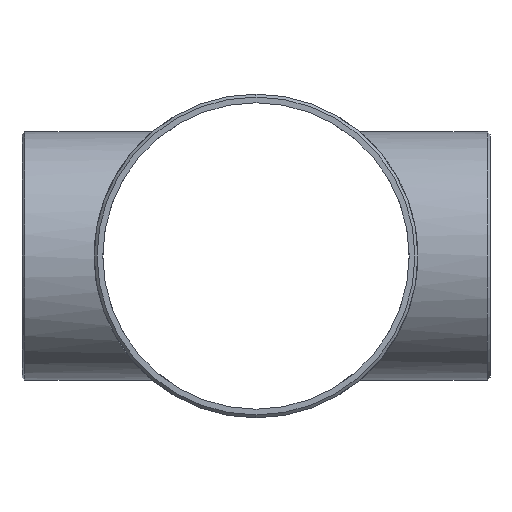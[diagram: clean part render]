
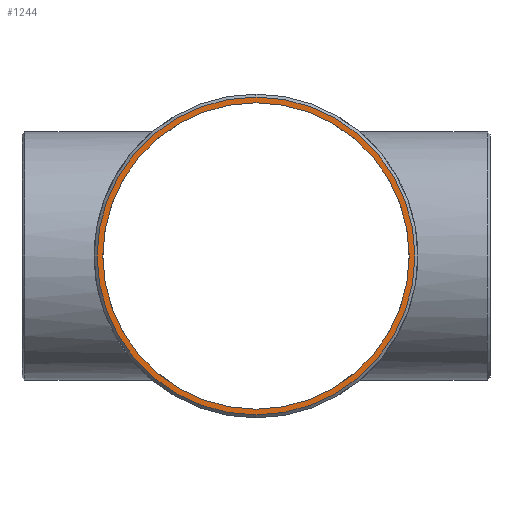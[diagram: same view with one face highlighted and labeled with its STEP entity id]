
A CAD part, left-side view. The second image highlights one B-rep face of the part: STEP entity #1244.
In plain terms, the highlighted planar face has unit normal (-1, 0, 0).
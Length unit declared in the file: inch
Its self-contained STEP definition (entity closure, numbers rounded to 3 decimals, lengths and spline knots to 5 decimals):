
#30 = DIRECTION ( 'NONE',  ( -1., 0., 0. ) ) ;
#51 = VERTEX_POINT ( 'NONE', #695 ) ;
#54 = DIRECTION ( 'NONE',  ( 0., 0., 1. ) ) ;
#113 = EDGE_LOOP ( 'NONE', ( #719, #625 ) ) ;
#171 = DIRECTION ( 'NONE',  ( 1., 0., 0. ) ) ;
#188 = CIRCLE ( 'NONE', #856, 6.625 ) ;
#235 = DIRECTION ( 'NONE',  ( -1., 0., 0. ) ) ;
#399 = PLANE ( 'NONE',  #916 ) ;
#496 = DIRECTION ( 'NONE',  ( 0., 0., 1. ) ) ;
#505 = EDGE_LOOP ( 'NONE', ( #1512, #657 ) ) ;
#510 = CARTESIAN_POINT ( 'NONE',  ( -11., 0., 0. ) ) ;
#611 = EDGE_CURVE ( 'NONE', #51, #838, #188, .T. ) ;
#617 = CARTESIAN_POINT ( 'NONE',  ( -11., 0., 0. ) ) ;
#625 = ORIENTED_EDGE ( 'NONE', *, *, #611, .T. ) ;
#643 = DIRECTION ( 'NONE',  ( 0., 0., -1. ) ) ;
#651 = EDGE_CURVE ( 'NONE', #838, #51, #1466, .T. ) ;
#657 = ORIENTED_EDGE ( 'NONE', *, *, #904, .T. ) ;
#695 = CARTESIAN_POINT ( 'NONE',  ( -11., 0., -6.625 ) ) ;
#705 = CARTESIAN_POINT ( 'NONE',  ( -11., 0., 6.625 ) ) ;
#706 = VERTEX_POINT ( 'NONE', #890 ) ;
#719 = ORIENTED_EDGE ( 'NONE', *, *, #651, .T. ) ;
#821 = CARTESIAN_POINT ( 'NONE',  ( -11., 0., 0. ) ) ;
#838 = VERTEX_POINT ( 'NONE', #705 ) ;
#856 = AXIS2_PLACEMENT_3D ( 'NONE', #994, #171, #1124 ) ;
#890 = CARTESIAN_POINT ( 'NONE',  ( -11., 0., 6.875 ) ) ;
#904 = EDGE_CURVE ( 'NONE', #706, #1073, #1519, .T. ) ;
#916 = AXIS2_PLACEMENT_3D ( 'NONE', #821, #235, #643 ) ;
#953 = EDGE_CURVE ( 'NONE', #1073, #706, #1231, .T. ) ;
#960 = AXIS2_PLACEMENT_3D ( 'NONE', #1238, #1096, #54 ) ;
#990 = DIRECTION ( 'NONE',  ( 0., 0., 1. ) ) ;
#994 = CARTESIAN_POINT ( 'NONE',  ( -11., 0., 0. ) ) ;
#1033 = AXIS2_PLACEMENT_3D ( 'NONE', #510, #30, #496 ) ;
#1073 = VERTEX_POINT ( 'NONE', #1332 ) ;
#1092 = DIRECTION ( 'NONE',  ( -1., 0., 0. ) ) ;
#1096 = DIRECTION ( 'NONE',  ( 1., 0., 0. ) ) ;
#1124 = DIRECTION ( 'NONE',  ( 0., 0., 1. ) ) ;
#1129 = FACE_OUTER_BOUND ( 'NONE', #505, .T. ) ;
#1231 = CIRCLE ( 'NONE', #1440, 6.875 ) ;
#1238 = CARTESIAN_POINT ( 'NONE',  ( -11., 0., 0. ) ) ;
#1244 = ADVANCED_FACE ( 'NONE', ( #1129, #1486 ), #399, .T. ) ;
#1332 = CARTESIAN_POINT ( 'NONE',  ( -11., 0., -6.875 ) ) ;
#1440 = AXIS2_PLACEMENT_3D ( 'NONE', #617, #1092, #990 ) ;
#1466 = CIRCLE ( 'NONE', #960, 6.625 ) ;
#1486 = FACE_BOUND ( 'NONE', #113, .T. ) ;
#1512 = ORIENTED_EDGE ( 'NONE', *, *, #953, .T. ) ;
#1519 = CIRCLE ( 'NONE', #1033, 6.875 ) ;
